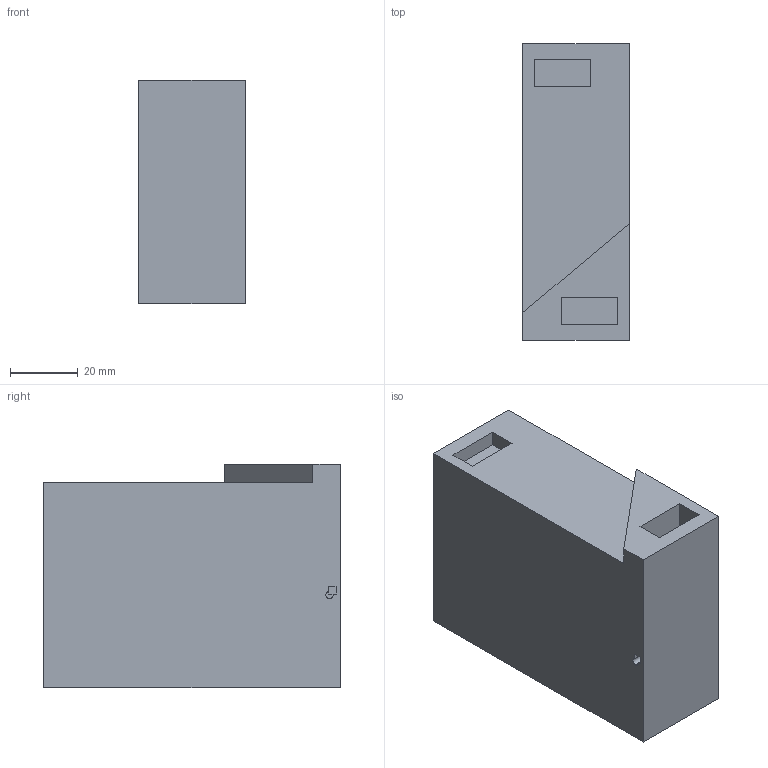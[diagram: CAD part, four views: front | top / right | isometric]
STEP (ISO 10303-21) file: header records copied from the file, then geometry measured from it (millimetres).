
FILE_DESCRIPTION(('Open CASCADE Model'),'2;1');
FILE_NAME('Open CASCADE Shape Model','2025-07-01T18:57:11',('Author'),( 'Open CASCADE'),'Open CASCADE STEP processor 7.5','Open CASCADE 7.5' ,'Unknown');
FILE_SCHEMA(('CONFIG_CONTROL_DESIGN'));
Length unit declared in the file: millimetre
Products named in the file (1): Open CASCADE STEP translator 7.5 13
Bounding box: 31.51 x 87.69 x 65.96 mm (x, y, z)
Volume: 165737 mm3; surface area: 22775.1 mm2
Topology: 1 solids, 1 shells, 29 faces, 70 edges, 47 vertices
Faces by surface type: plane 25, cylinder 4
Full cylindrical faces by diameter (mm): 9.656 x1
Entity records: 1789 total; most frequent: CARTESIAN_POINT 333, DIRECTION 257, LINE 178, VECTOR 178, ORIENTED_EDGE 140, PCURVE 140, DEFINITIONAL_REPRESENTATION 140, EDGE_CURVE 70
